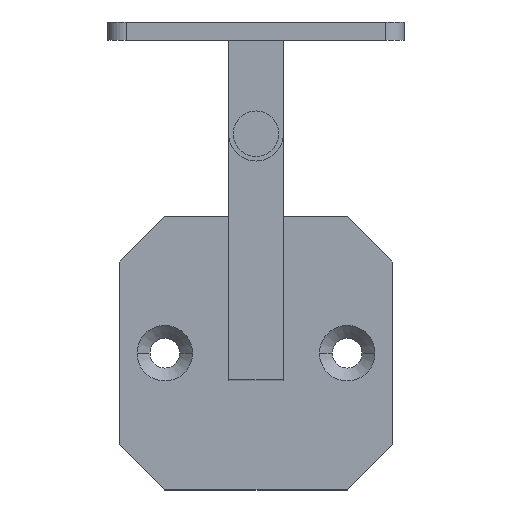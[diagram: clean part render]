
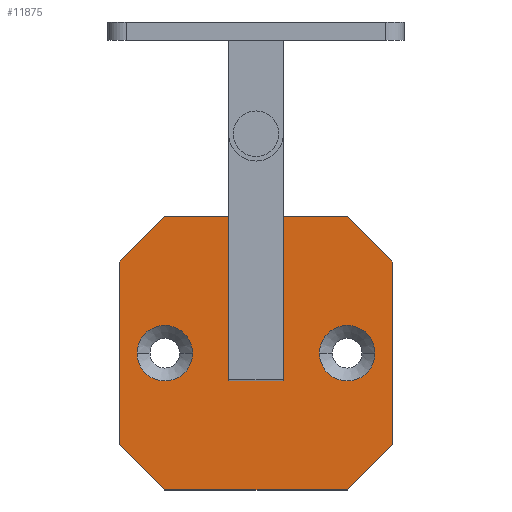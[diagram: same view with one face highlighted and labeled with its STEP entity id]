
A CAD part, top view. The second image highlights one B-rep face of the part: STEP entity #11875.
In plain terms, the highlighted planar face has unit normal (0, 0, 1).
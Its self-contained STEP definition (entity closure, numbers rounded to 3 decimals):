
#186 = DIRECTION ( 'NONE',  ( 0., 0., 1. ) ) ;
#515 = ORIENTED_EDGE ( 'NONE', *, *, #21458, .T. ) ;
#551 = DIRECTION ( 'NONE',  ( 0.707, -0.707, 0. ) ) ;
#609 = CARTESIAN_POINT ( 'NONE',  ( -5.95, 5.95, 3. ) ) ;
#975 = EDGE_LOOP ( 'NONE', ( #13327, #7490, #19783, #22937, #19043 ) ) ;
#1292 = VERTEX_POINT ( 'NONE', #11741 ) ;
#1524 = ORIENTED_EDGE ( 'NONE', *, *, #9745, .T. ) ;
#1606 = EDGE_LOOP ( 'NONE', ( #22865, #15292 ) ) ;
#1677 = VECTOR ( 'NONE', #551, 1000. ) ;
#1768 = AXIS2_PLACEMENT_3D ( 'NONE', #16456, #186, #7269 ) ;
#1821 = CARTESIAN_POINT ( 'NONE',  ( 20., 0., 3. ) ) ;
#2411 = CARTESIAN_POINT ( 'NONE',  ( 20., -30., 3. ) ) ;
#2460 = CARTESIAN_POINT ( 'NONE',  ( 0., 0., 3. ) ) ;
#2466 = EDGE_CURVE ( 'NONE', #22866, #14409, #11302, .T. ) ;
#2567 = EDGE_LOOP ( 'NONE', ( #7065, #21876, #18526, #14764, #8557, #12505, #1524, #515 ) ) ;
#2986 = VERTEX_POINT ( 'NONE', #11219 ) ;
#3045 = AXIS2_PLACEMENT_3D ( 'NONE', #1821, #3295, #15764 ) ;
#3077 = VERTEX_POINT ( 'NONE', #609 ) ;
#3183 = LINE ( 'NONE', #19530, #9046 ) ;
#3224 = CARTESIAN_POINT ( 'NONE',  ( 25., 25., 3. ) ) ;
#3295 = DIRECTION ( 'NONE',  ( 0., 0., 1. ) ) ;
#4279 = VECTOR ( 'NONE', #18988, 1000. ) ;
#4290 = AXIS2_PLACEMENT_3D ( 'NONE', #12081, #21025, #22814 ) ;
#4326 = VERTEX_POINT ( 'NONE', #21618 ) ;
#4432 = FACE_BOUND ( 'NONE', #1606, .T. ) ;
#4726 = LINE ( 'NONE', #8832, #22832 ) ;
#4813 = ORIENTED_EDGE ( 'NONE', *, *, #8372, .F. ) ;
#4851 = EDGE_CURVE ( 'NONE', #10056, #9302, #12641, .T. ) ;
#4994 = EDGE_CURVE ( 'NONE', #6469, #1292, #10099, .T. ) ;
#5534 = CARTESIAN_POINT ( 'NONE',  ( 20., 30., 3. ) ) ;
#5597 = VERTEX_POINT ( 'NONE', #17599 ) ;
#5737 = VERTEX_POINT ( 'NONE', #5534 ) ;
#5951 = LINE ( 'NONE', #19146, #4279 ) ;
#5952 = CARTESIAN_POINT ( 'NONE',  ( 0., 5.95, 3. ) ) ;
#6094 = AXIS2_PLACEMENT_3D ( 'NONE', #8504, #15438, #17457 ) ;
#6317 = CARTESIAN_POINT ( 'NONE',  ( -5.95, -5.95, 3. ) ) ;
#6410 = LINE ( 'NONE', #6317, #8918 ) ;
#6469 = VERTEX_POINT ( 'NONE', #15039 ) ;
#6595 = CARTESIAN_POINT ( 'NONE',  ( 5.95, 5.95, 3. ) ) ;
#6600 = EDGE_CURVE ( 'NONE', #3077, #9302, #5951, .T. ) ;
#7023 = VECTOR ( 'NONE', #20019, 1000. ) ;
#7065 = ORIENTED_EDGE ( 'NONE', *, *, #22290, .T. ) ;
#7269 = DIRECTION ( 'NONE',  ( 1., 0., 0. ) ) ;
#7421 = LINE ( 'NONE', #7981, #16887 ) ;
#7430 = DIRECTION ( 'NONE',  ( -1., 0., 0. ) ) ;
#7490 = ORIENTED_EDGE ( 'NONE', *, *, #15410, .T. ) ;
#7519 = DIRECTION ( 'NONE',  ( 1., 0., 0. ) ) ;
#7590 = AXIS2_PLACEMENT_3D ( 'NONE', #2460, #14926, #7519 ) ;
#7677 = EDGE_CURVE ( 'NONE', #18751, #22866, #19281, .T. ) ;
#7904 = CARTESIAN_POINT ( 'NONE',  ( -20., 30., 3. ) ) ;
#7981 = CARTESIAN_POINT ( 'NONE',  ( 5.95, -5.95, 3. ) ) ;
#8109 = DIRECTION ( 'NONE',  ( 0., 1., 0. ) ) ;
#8372 = EDGE_CURVE ( 'NONE', #1292, #6469, #14856, .T. ) ;
#8504 = CARTESIAN_POINT ( 'NONE',  ( -20., 0., 3. ) ) ;
#8557 = ORIENTED_EDGE ( 'NONE', *, *, #10456, .T. ) ;
#8672 = EDGE_CURVE ( 'NONE', #10056, #10227, #9255, .T. ) ;
#8832 = CARTESIAN_POINT ( 'NONE',  ( -30., -30., 3. ) ) ;
#8918 = VECTOR ( 'NONE', #8109, 1000. ) ;
#9043 = VECTOR ( 'NONE', #11399, 1000. ) ;
#9046 = VECTOR ( 'NONE', #13938, 1000. ) ;
#9255 = LINE ( 'NONE', #11300, #21786 ) ;
#9302 = VERTEX_POINT ( 'NONE', #5952 ) ;
#9639 = DIRECTION ( 'NONE',  ( 0., -1., 0. ) ) ;
#9745 = EDGE_CURVE ( 'NONE', #4326, #21080, #11772, .T. ) ;
#10046 = CIRCLE ( 'NONE', #1768, 6.1 ) ;
#10056 = VERTEX_POINT ( 'NONE', #6595 ) ;
#10099 = CIRCLE ( 'NONE', #3045, 6.1 ) ;
#10227 = VERTEX_POINT ( 'NONE', #18012 ) ;
#10374 = CARTESIAN_POINT ( 'NONE',  ( -30., -20., 3. ) ) ;
#10456 = EDGE_CURVE ( 'NONE', #5737, #19231, #21214, .T. ) ;
#10505 = EDGE_CURVE ( 'NONE', #17299, #5597, #10046, .T. ) ;
#10572 = CIRCLE ( 'NONE', #6094, 6.1 ) ;
#11219 = CARTESIAN_POINT ( 'NONE',  ( -20., -30., 3. ) ) ;
#11300 = CARTESIAN_POINT ( 'NONE',  ( 5.95, 5.95, 3. ) ) ;
#11302 = LINE ( 'NONE', #19804, #9043 ) ;
#11399 = DIRECTION ( 'NONE',  ( 0., 1., 0. ) ) ;
#11741 = CARTESIAN_POINT ( 'NONE',  ( 26.1, 0., 3. ) ) ;
#11772 = LINE ( 'NONE', #16985, #7023 ) ;
#11875 = ADVANCED_FACE ( 'NONE', ( #18937, #4432, #22831, #21998 ), #19606, .T. ) ;
#12081 = CARTESIAN_POINT ( 'NONE',  ( 20., 0., 3. ) ) ;
#12271 = LINE ( 'NONE', #18440, #1677 ) ;
#12452 = EDGE_CURVE ( 'NONE', #5597, #17299, #10572, .T. ) ;
#12505 = ORIENTED_EDGE ( 'NONE', *, *, #16730, .T. ) ;
#12641 = LINE ( 'NONE', #13842, #16242 ) ;
#13183 = VECTOR ( 'NONE', #13653, 1000. ) ;
#13327 = ORIENTED_EDGE ( 'NONE', *, *, #8672, .T. ) ;
#13653 = DIRECTION ( 'NONE',  ( 0.707, 0.707, 0. ) ) ;
#13842 = CARTESIAN_POINT ( 'NONE',  ( 6.083, 5.95, 3. ) ) ;
#13938 = DIRECTION ( 'NONE',  ( -0.707, -0.707, 0. ) ) ;
#14409 = VERTEX_POINT ( 'NONE', #22019 ) ;
#14764 = ORIENTED_EDGE ( 'NONE', *, *, #17819, .T. ) ;
#14856 = CIRCLE ( 'NONE', #4290, 6.1 ) ;
#14917 = VERTEX_POINT ( 'NONE', #22259 ) ;
#14926 = DIRECTION ( 'NONE',  ( 0., 0., 1. ) ) ;
#15039 = CARTESIAN_POINT ( 'NONE',  ( 13.9, 0., 3. ) ) ;
#15292 = ORIENTED_EDGE ( 'NONE', *, *, #10505, .F. ) ;
#15410 = EDGE_CURVE ( 'NONE', #10227, #14917, #7421, .T. ) ;
#15438 = DIRECTION ( 'NONE',  ( 0., 0., 1. ) ) ;
#15764 = DIRECTION ( 'NONE',  ( 1., 0., 0. ) ) ;
#16000 = CARTESIAN_POINT ( 'NONE',  ( -26.1, 0., 3. ) ) ;
#16153 = CARTESIAN_POINT ( 'NONE',  ( -30., 30., 3. ) ) ;
#16242 = VECTOR ( 'NONE', #19195, 1000. ) ;
#16456 = CARTESIAN_POINT ( 'NONE',  ( -20., 0., 3. ) ) ;
#16481 = VECTOR ( 'NONE', #7430, 1000. ) ;
#16591 = VECTOR ( 'NONE', #20896, 1000. ) ;
#16730 = EDGE_CURVE ( 'NONE', #19231, #4326, #3183, .T. ) ;
#16887 = VECTOR ( 'NONE', #21925, 1000. ) ;
#16985 = CARTESIAN_POINT ( 'NONE',  ( -30., 30., 3. ) ) ;
#17299 = VERTEX_POINT ( 'NONE', #16000 ) ;
#17457 = DIRECTION ( 'NONE',  ( 1., 0., 0. ) ) ;
#17599 = CARTESIAN_POINT ( 'NONE',  ( -13.9, 0., 3. ) ) ;
#17819 = EDGE_CURVE ( 'NONE', #14409, #5737, #23043, .T. ) ;
#18012 = CARTESIAN_POINT ( 'NONE',  ( 5.95, -5.95, 3. ) ) ;
#18440 = CARTESIAN_POINT ( 'NONE',  ( -25., -25., 3. ) ) ;
#18526 = ORIENTED_EDGE ( 'NONE', *, *, #2466, .T. ) ;
#18552 = EDGE_LOOP ( 'NONE', ( #4813, #20752 ) ) ;
#18751 = VERTEX_POINT ( 'NONE', #2411 ) ;
#18937 = FACE_BOUND ( 'NONE', #975, .T. ) ;
#18988 = DIRECTION ( 'NONE',  ( 1., 0., 0. ) ) ;
#19043 = ORIENTED_EDGE ( 'NONE', *, *, #4851, .F. ) ;
#19146 = CARTESIAN_POINT ( 'NONE',  ( -5.95, 5.95, 3. ) ) ;
#19195 = DIRECTION ( 'NONE',  ( -1., 0., 0. ) ) ;
#19231 = VERTEX_POINT ( 'NONE', #7904 ) ;
#19281 = LINE ( 'NONE', #22517, #13183 ) ;
#19530 = CARTESIAN_POINT ( 'NONE',  ( -25., 25., 3. ) ) ;
#19606 = PLANE ( 'NONE',  #7590 ) ;
#19783 = ORIENTED_EDGE ( 'NONE', *, *, #20792, .T. ) ;
#19804 = CARTESIAN_POINT ( 'NONE',  ( 30., 30., 3. ) ) ;
#20019 = DIRECTION ( 'NONE',  ( 0., -1., 0. ) ) ;
#20752 = ORIENTED_EDGE ( 'NONE', *, *, #4994, .F. ) ;
#20792 = EDGE_CURVE ( 'NONE', #14917, #3077, #6410, .T. ) ;
#20896 = DIRECTION ( 'NONE',  ( -0.707, 0.707, 0. ) ) ;
#21025 = DIRECTION ( 'NONE',  ( 0., 0., 1. ) ) ;
#21080 = VERTEX_POINT ( 'NONE', #10374 ) ;
#21214 = LINE ( 'NONE', #16153, #16481 ) ;
#21218 = DIRECTION ( 'NONE',  ( 1., 0., 0. ) ) ;
#21458 = EDGE_CURVE ( 'NONE', #21080, #2986, #12271, .T. ) ;
#21618 = CARTESIAN_POINT ( 'NONE',  ( -30., 20., 3. ) ) ;
#21786 = VECTOR ( 'NONE', #9639, 1000. ) ;
#21876 = ORIENTED_EDGE ( 'NONE', *, *, #7677, .T. ) ;
#21925 = DIRECTION ( 'NONE',  ( -1., 0., 0. ) ) ;
#21998 = FACE_OUTER_BOUND ( 'NONE', #2567, .T. ) ;
#22019 = CARTESIAN_POINT ( 'NONE',  ( 30., 20., 3. ) ) ;
#22259 = CARTESIAN_POINT ( 'NONE',  ( -5.95, -5.95, 3. ) ) ;
#22290 = EDGE_CURVE ( 'NONE', #2986, #18751, #4726, .T. ) ;
#22517 = CARTESIAN_POINT ( 'NONE',  ( 25., -25., 3. ) ) ;
#22814 = DIRECTION ( 'NONE',  ( 1., 0., 0. ) ) ;
#22831 = FACE_BOUND ( 'NONE', #18552, .T. ) ;
#22832 = VECTOR ( 'NONE', #21218, 1000. ) ;
#22865 = ORIENTED_EDGE ( 'NONE', *, *, #12452, .F. ) ;
#22866 = VERTEX_POINT ( 'NONE', #22998 ) ;
#22937 = ORIENTED_EDGE ( 'NONE', *, *, #6600, .T. ) ;
#22998 = CARTESIAN_POINT ( 'NONE',  ( 30., -20., 3. ) ) ;
#23043 = LINE ( 'NONE', #3224, #16591 ) ;
